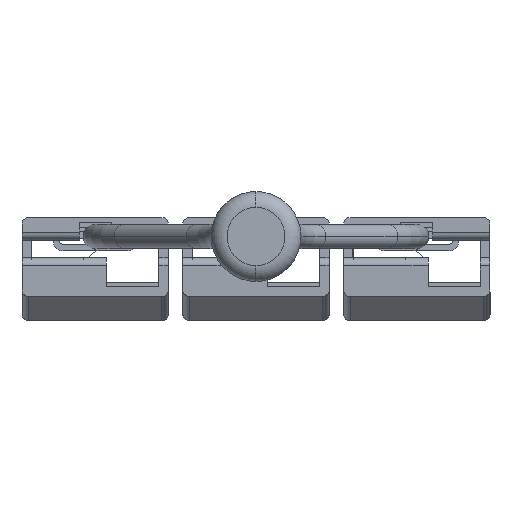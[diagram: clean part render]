
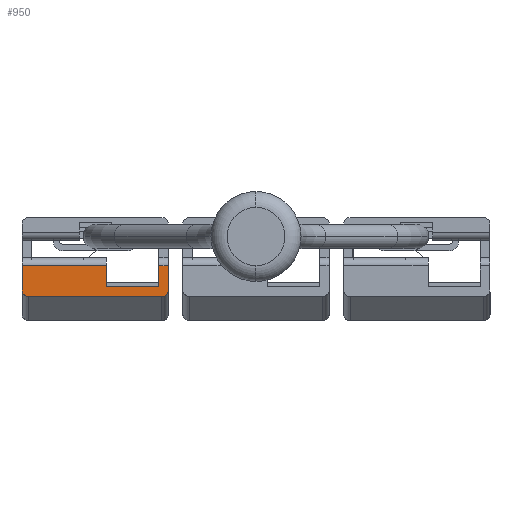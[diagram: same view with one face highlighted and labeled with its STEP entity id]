
A CAD part, front view. The second image highlights one B-rep face of the part: STEP entity #950.
In plain terms, the highlighted planar face has unit normal (0, -1, 0).
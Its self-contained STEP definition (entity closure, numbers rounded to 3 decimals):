
#89 = DIRECTION ( 'NONE',  ( -1., 0., 0. ) ) ;
#278 = EDGE_CURVE ( 'NONE', #4022, #5312, #7375, .T. ) ;
#412 = EDGE_CURVE ( 'NONE', #6829, #8568, #6975, .T. ) ;
#469 = CARTESIAN_POINT ( 'NONE',  ( -5.45, 139.2, -3.326 ) ) ;
#657 = PLANE ( 'NONE',  #4285 ) ;
#704 = EDGE_LOOP ( 'NONE', ( #5814, #4825, #6154, #3687, #4402, #6090, #5320, #5301, #5451, #1211 ) ) ;
#950 = ADVANCED_FACE ( 'NONE', ( #7087 ), #657, .T. ) ;
#980 = CARTESIAN_POINT ( 'NONE',  ( -9.3, 139.2, 0.574 ) ) ;
#1065 = EDGE_CURVE ( 'NONE', #3686, #8356, #7409, .T. ) ;
#1211 = ORIENTED_EDGE ( 'NONE', *, *, #412, .T. ) ;
#1507 = CIRCLE ( 'NONE', #9148, 0.4 ) ;
#1753 = VERTEX_POINT ( 'NONE', #469 ) ;
#1806 = CARTESIAN_POINT ( 'NONE',  ( -5.45, 139.2, -1.826 ) ) ;
#2081 = DIRECTION ( 'NONE',  ( 0., 0., -1. ) ) ;
#2132 = EDGE_CURVE ( 'NONE', #2996, #3686, #6873, .T. ) ;
#2627 = CARTESIAN_POINT ( 'NONE',  ( -9.3, 139.2, -3.126 ) ) ;
#2634 = CARTESIAN_POINT ( 'NONE',  ( -6.05, 139.2, -5.226 ) ) ;
#2692 = CARTESIAN_POINT ( 'NONE',  ( -6.05, 139.2, -1.826 ) ) ;
#2785 = CARTESIAN_POINT ( 'NONE',  ( -14.15, 139.2, -3.326 ) ) ;
#2989 = LINE ( 'NONE', #5376, #5085 ) ;
#2996 = VERTEX_POINT ( 'NONE', #2627 ) ;
#3251 = AXIS2_PLACEMENT_3D ( 'NONE', #2785, #4480, #8470 ) ;
#3261 = CARTESIAN_POINT ( 'NONE',  ( -5.85, 139.2, -3.326 ) ) ;
#3641 = VECTOR ( 'NONE', #4211, 1000. ) ;
#3653 = LINE ( 'NONE', #7812, #8577 ) ;
#3686 = VERTEX_POINT ( 'NONE', #8929 ) ;
#3687 = ORIENTED_EDGE ( 'NONE', *, *, #4609, .T. ) ;
#3852 = CARTESIAN_POINT ( 'NONE',  ( -9.3, 139.2, 0.574 ) ) ;
#3938 = VECTOR ( 'NONE', #5075, 1000. ) ;
#4022 = VERTEX_POINT ( 'NONE', #5082 ) ;
#4210 = CARTESIAN_POINT ( 'NONE',  ( -14.55, 139.2, -1.826 ) ) ;
#4211 = DIRECTION ( 'NONE',  ( 0., 0., 1. ) ) ;
#4285 = AXIS2_PLACEMENT_3D ( 'NONE', #3852, #6979, #10319 ) ;
#4402 = ORIENTED_EDGE ( 'NONE', *, *, #278, .T. ) ;
#4480 = DIRECTION ( 'NONE',  ( 0., -1., 0. ) ) ;
#4591 = EDGE_CURVE ( 'NONE', #5312, #2996, #9789, .T. ) ;
#4609 = EDGE_CURVE ( 'NONE', #4651, #4022, #6747, .T. ) ;
#4651 = VERTEX_POINT ( 'NONE', #1806 ) ;
#4825 = ORIENTED_EDGE ( 'NONE', *, *, #9100, .T. ) ;
#4892 = CARTESIAN_POINT ( 'NONE',  ( -14.55, 139.2, -3.326 ) ) ;
#5075 = DIRECTION ( 'NONE',  ( -1., 0., 0. ) ) ;
#5082 = CARTESIAN_POINT ( 'NONE',  ( -6.05, 139.2, -1.826 ) ) ;
#5085 = VECTOR ( 'NONE', #6233, 1000. ) ;
#5301 = ORIENTED_EDGE ( 'NONE', *, *, #1065, .T. ) ;
#5312 = VERTEX_POINT ( 'NONE', #10508 ) ;
#5320 = ORIENTED_EDGE ( 'NONE', *, *, #2132, .T. ) ;
#5376 = CARTESIAN_POINT ( 'NONE',  ( -14.55, 139.2, -3.726 ) ) ;
#5451 = ORIENTED_EDGE ( 'NONE', *, *, #6115, .T. ) ;
#5814 = ORIENTED_EDGE ( 'NONE', *, *, #9973, .T. ) ;
#6073 = VECTOR ( 'NONE', #9542, 1000. ) ;
#6090 = ORIENTED_EDGE ( 'NONE', *, *, #4591, .T. ) ;
#6115 = EDGE_CURVE ( 'NONE', #8356, #6829, #3653, .T. ) ;
#6154 = ORIENTED_EDGE ( 'NONE', *, *, #8685, .F. ) ;
#6233 = DIRECTION ( 'NONE',  ( 1., 0., 0. ) ) ;
#6267 = VERTEX_POINT ( 'NONE', #9169 ) ;
#6351 = LINE ( 'NONE', #10503, #6073 ) ;
#6590 = CARTESIAN_POINT ( 'NONE',  ( -9.3, 139.2, -3.126 ) ) ;
#6747 = LINE ( 'NONE', #2692, #8191 ) ;
#6829 = VERTEX_POINT ( 'NONE', #4892 ) ;
#6873 = LINE ( 'NONE', #980, #3641 ) ;
#6975 = CIRCLE ( 'NONE', #3251, 0.4 ) ;
#6979 = DIRECTION ( 'NONE',  ( 0., -1., 0. ) ) ;
#7087 = FACE_OUTER_BOUND ( 'NONE', #704, .T. ) ;
#7360 = DIRECTION ( 'NONE',  ( -1., 0., 0. ) ) ;
#7375 = LINE ( 'NONE', #2634, #8496 ) ;
#7409 = LINE ( 'NONE', #9814, #9373 ) ;
#7812 = CARTESIAN_POINT ( 'NONE',  ( -14.55, 139.2, -5.226 ) ) ;
#8191 = VECTOR ( 'NONE', #89, 1000. ) ;
#8356 = VERTEX_POINT ( 'NONE', #4210 ) ;
#8470 = DIRECTION ( 'NONE',  ( -1., 0., 0. ) ) ;
#8496 = VECTOR ( 'NONE', #9122, 1000. ) ;
#8568 = VERTEX_POINT ( 'NONE', #9443 ) ;
#8577 = VECTOR ( 'NONE', #2081, 1000. ) ;
#8685 = EDGE_CURVE ( 'NONE', #4651, #1753, #6351, .T. ) ;
#8929 = CARTESIAN_POINT ( 'NONE',  ( -9.3, 139.2, -1.826 ) ) ;
#9100 = EDGE_CURVE ( 'NONE', #6267, #1753, #1507, .T. ) ;
#9103 = DIRECTION ( 'NONE',  ( 0., -1., 0. ) ) ;
#9122 = DIRECTION ( 'NONE',  ( 0., 0., -1. ) ) ;
#9148 = AXIS2_PLACEMENT_3D ( 'NONE', #3261, #9103, #9695 ) ;
#9169 = CARTESIAN_POINT ( 'NONE',  ( -5.85, 139.2, -3.726 ) ) ;
#9373 = VECTOR ( 'NONE', #7360, 1000. ) ;
#9443 = CARTESIAN_POINT ( 'NONE',  ( -14.15, 139.2, -3.726 ) ) ;
#9542 = DIRECTION ( 'NONE',  ( 0., 0., -1. ) ) ;
#9695 = DIRECTION ( 'NONE',  ( -1., 0., 0. ) ) ;
#9789 = LINE ( 'NONE', #6590, #3938 ) ;
#9814 = CARTESIAN_POINT ( 'NONE',  ( -9.3, 139.2, -1.826 ) ) ;
#9973 = EDGE_CURVE ( 'NONE', #8568, #6267, #2989, .T. ) ;
#10319 = DIRECTION ( 'NONE',  ( -1., 0., 0. ) ) ;
#10503 = CARTESIAN_POINT ( 'NONE',  ( -5.45, 139.2, -5.226 ) ) ;
#10508 = CARTESIAN_POINT ( 'NONE',  ( -6.05, 139.2, -3.126 ) ) ;
